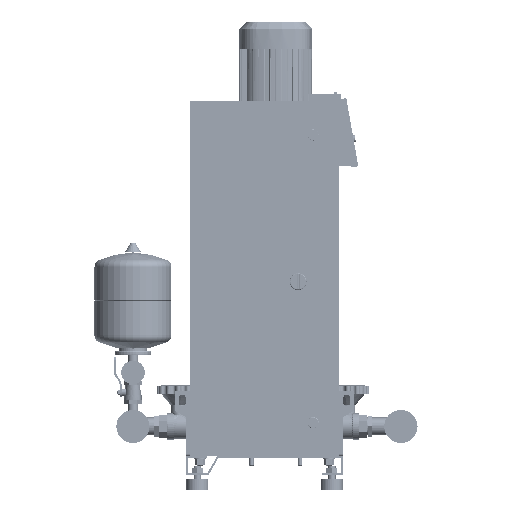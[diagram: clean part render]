
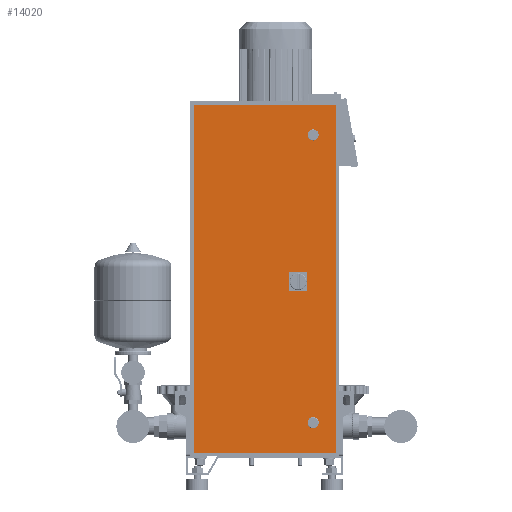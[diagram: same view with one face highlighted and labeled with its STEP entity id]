
A CAD part, left-side view. The second image highlights one B-rep face of the part: STEP entity #14020.
In plain terms, the highlighted free-form (B-spline) face has degree [1, 1] with [2, 2] control points.
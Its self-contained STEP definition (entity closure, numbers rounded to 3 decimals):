
#13498=CARTESIAN_POINT('',(-200.0,-130.0,935.0));
#13499=VERTEX_POINT('',#13498);
#13515=CARTESIAN_POINT('',(-200.0,-130.0,965.0));
#13516=VERTEX_POINT('',#13515);
#13523=CARTESIAN_POINT('',(-200.0,-130.0,950.0));
#13524=DIRECTION('',(1.0,0.0,0.0));
#13525=DIRECTION('',(0.0,0.0,-1.0));
#13526=AXIS2_PLACEMENT_3D('',#13523,#13524,#13525);
#13527=CIRCLE('',#13526,15.0);
#13528=EDGE_CURVE('',#13499,#13516,#13527,.T.);
#13622=CARTESIAN_POINT('',(-200.0,-130.0,165.0));
#13623=VERTEX_POINT('',#13622);
#13639=CARTESIAN_POINT('',(-200.0,-130.0,195.0));
#13640=VERTEX_POINT('',#13639);
#13647=CARTESIAN_POINT('',(-200.0,-130.0,180.0));
#13648=DIRECTION('',(1.0,0.0,0.0));
#13649=DIRECTION('',(0.0,0.0,-1.0));
#13650=AXIS2_PLACEMENT_3D('',#13647,#13648,#13649);
#13651=CIRCLE('',#13650,15.0);
#13652=EDGE_CURVE('',#13623,#13640,#13651,.T.);
#13721=CARTESIAN_POINT('',(-200.0,-130.0,180.0));
#13722=DIRECTION('',(1.0,0.0,0.0));
#13723=DIRECTION('',(0.0,0.0,-1.0));
#13724=AXIS2_PLACEMENT_3D('',#13721,#13722,#13723);
#13725=CIRCLE('',#13724,15.0);
#13726=EDGE_CURVE('',#13640,#13623,#13725,.T.);
#13786=CARTESIAN_POINT('',(-200.0,190.0,100.0));
#13787=VERTEX_POINT('',#13786);
#13788=CARTESIAN_POINT('',(-200.0,-190.0,100.0));
#13789=VERTEX_POINT('',#13788);
#13790=CARTESIAN_POINT('',(-200.0,190.0,100.0));
#13791=DIRECTION('',(0.0,-1.0,0.0));
#13792=VECTOR('',#13791,380.0);
#13793=LINE('',#13790,#13792);
#13794=EDGE_CURVE('',#13787,#13789,#13793,.T.);
#13845=CARTESIAN_POINT('',(-200.0,-130.0,950.0));
#13846=DIRECTION('',(1.0,0.0,0.0));
#13847=DIRECTION('',(0.0,0.0,-1.0));
#13848=AXIS2_PLACEMENT_3D('',#13845,#13846,#13847);
#13849=CIRCLE('',#13848,15.0);
#13850=EDGE_CURVE('',#13516,#13499,#13849,.T.);
#13910=CARTESIAN_POINT('',(-200.0,-190.0,1030.0));
#13911=VERTEX_POINT('',#13910);
#13912=CARTESIAN_POINT('',(-200.0,190.,1030.0));
#13913=VERTEX_POINT('',#13912);
#13914=CARTESIAN_POINT('',(-200.0,-190.0,1030.0));
#13915=DIRECTION('',(0.0,1.0,0.0));
#13916=VECTOR('',#13915,380.);
#13917=LINE('',#13914,#13916);
#13918=EDGE_CURVE('',#13911,#13913,#13917,.T.);
#13972=CARTESIAN_POINT('',(-200.0,-190.0,100.0));
#13973=DIRECTION('',(0.0,0.0,1.0));
#13974=VECTOR('',#13973,930.0);
#13975=LINE('',#13972,#13974);
#13976=EDGE_CURVE('',#13789,#13911,#13975,.T.);
#13991=CARTESIAN_POINT('',(-200.0,190.,1030.0));
#13992=DIRECTION('',(0.0,0.0,-1.0));
#13993=VECTOR('',#13992,930.0);
#13994=LINE('',#13991,#13993);
#13995=EDGE_CURVE('',#13913,#13787,#13994,.T.);
#14001=CARTESIAN_POINT('',(-200.0,190.0,1030.0));
#14002=CARTESIAN_POINT('',(-200.0,190.0,100.0));
#14003=CARTESIAN_POINT('',(-200.0,-190.0,1030.0));
#14004=CARTESIAN_POINT('',(-200.0,-190.0,100.0));
#14005=B_SPLINE_SURFACE_WITH_KNOTS('',1,1,((#14001,#14003),(#14002,#14004)),.UNSPECIFIED.,.F.,.F.,.U.,(2,2),(2,2),(0.0,930.0),(0.0,380.0),.UNSPECIFIED.);
#14006=ORIENTED_EDGE('',*,*,#13995,.T.);
#14007=ORIENTED_EDGE('',*,*,#13794,.T.);
#14008=ORIENTED_EDGE('',*,*,#13976,.T.);
#14009=ORIENTED_EDGE('',*,*,#13918,.T.);
#14010=EDGE_LOOP('',(#14006,#14007,#14008,#14009));
#14011=FACE_OUTER_BOUND('',#14010,.T.);
#14012=ORIENTED_EDGE('',*,*,#13726,.T.);
#14013=ORIENTED_EDGE('',*,*,#13652,.T.);
#14014=EDGE_LOOP('',(#14012,#14013));
#14015=FACE_BOUND('',#14014,.T.);
#14016=ORIENTED_EDGE('',*,*,#13850,.T.);
#14017=ORIENTED_EDGE('',*,*,#13528,.T.);
#14018=EDGE_LOOP('',(#14016,#14017));
#14019=FACE_BOUND('',#14018,.T.);
#14020=ADVANCED_FACE('',(#14011,#14015,#14019),#14005,.T.);
